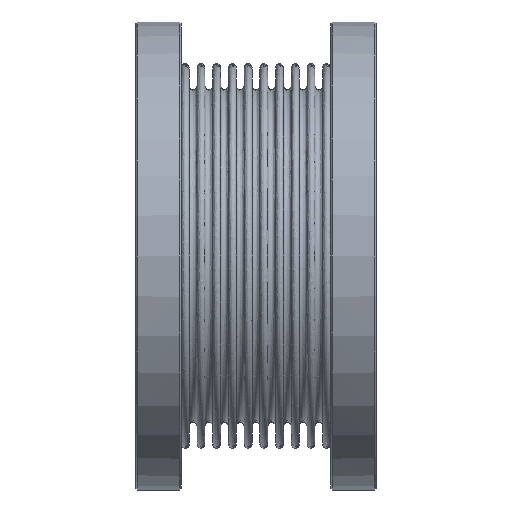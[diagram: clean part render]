
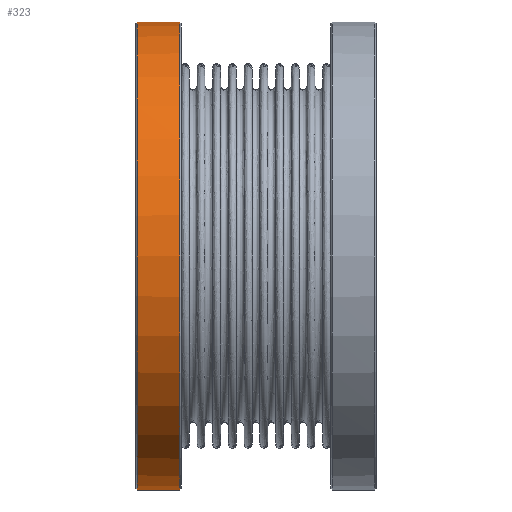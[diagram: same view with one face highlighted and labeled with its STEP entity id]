
A CAD part, front view. The second image highlights one B-rep face of the part: STEP entity #323.
In plain terms, the highlighted cylindrical face has radius 126.6 mm (diameter 253.2 mm), a partial arc.
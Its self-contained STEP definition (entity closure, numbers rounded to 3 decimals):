
#323=ADVANCED_FACE('',(#2293),#2292,.T.);
#2292=CYLINDRICAL_SURFACE('',#6573,126.6);
#2293=FACE_OUTER_BOUND('',#6574,.T.);
#6570=CARTESIAN_POINT('',(0.,0.,0.));
#6571=DIRECTION('',(1.,0.,0.));
#6572=DIRECTION('',(0.,0.,-1.));
#6573=AXIS2_PLACEMENT_3D('',#6570,#6571,#6572);
#6574=EDGE_LOOP('',(#8286,#8287,#8288,#8289,#8290,#8291,#8292,#8293));
#8286=ORIENTED_EDGE('',*,*,#9295,.F.);
#8287=ORIENTED_EDGE('',*,*,#9290,.T.);
#8288=ORIENTED_EDGE('',*,*,#9413,.F.);
#8289=ORIENTED_EDGE('',*,*,#9417,.F.);
#8290=ORIENTED_EDGE('',*,*,#9458,.F.);
#8291=ORIENTED_EDGE('',*,*,#9495,.T.);
#8292=ORIENTED_EDGE('',*,*,#9489,.T.);
#8293=ORIENTED_EDGE('',*,*,#9496,.F.);
#9290=EDGE_CURVE('',#11620,#11621,#11622,.T.);
#9295=EDGE_CURVE('',#11620,#11655,#11656,.T.);
#9413=EDGE_CURVE('',#12476,#11621,#12477,.T.);
#9417=EDGE_CURVE('',#12496,#12476,#12503,.T.);
#9458=EDGE_CURVE('',#12780,#12496,#12787,.T.);
#9489=EDGE_CURVE('',#12983,#12984,#12985,.T.);
#9495=EDGE_CURVE('',#12780,#12983,#13021,.T.);
#9496=EDGE_CURVE('',#11655,#12984,#13027,.T.);
#11620=VERTEX_POINT('',#16432);
#11621=VERTEX_POINT('',#16433);
#11622=LINE('',#16434,#16435);
#11655=VERTEX_POINT('',#16453);
#11656=CIRCLE('',#16457,126.6);
#12476=VERTEX_POINT('',#17033);
#12477=CIRCLE('',#17037,126.6);
#12496=VERTEX_POINT('',#17046);
#12503=LINE('',#17050,#17051);
#12780=VERTEX_POINT('',#17246);
#12787=CIRCLE('',#17254,126.6);
#12983=VERTEX_POINT('',#17353);
#12984=VERTEX_POINT('',#17354);
#12985=CIRCLE('',#17358,126.6);
#13021=(BOUNDED_CURVE() B_SPLINE_CURVE(1,(#17371,#17372),.UNSPECIFIED.,.F.,.F.) B_SPLINE_CURVE_WITH_KNOTS((2,2),(0.091,0.917),.UNSPECIFIED.) CURVE() GEOMETRIC_REPRESENTATION_ITEM() RATIONAL_B_SPLINE_CURVE((1.,1.)) REPRESENTATION_ITEM('') );
#13027=(BOUNDED_CURVE() B_SPLINE_CURVE(1,(#17373,#17374),.UNSPECIFIED.,.F.,.F.) B_SPLINE_CURVE_WITH_KNOTS((2,2),(0.091,0.917),.UNSPECIFIED.) CURVE() GEOMETRIC_REPRESENTATION_ITEM() RATIONAL_B_SPLINE_CURVE((0.75,0.75)) REPRESENTATION_ITEM('') );
#16432=CARTESIAN_POINT('',(1.,-1.,126.596));
#16433=CARTESIAN_POINT('',(0.8,-1.,126.596));
#16434=CARTESIAN_POINT('',(1.,-1.,126.596));
#16435=VECTOR('',#16436,0.2);
#16436=DIRECTION('',(-1.,0.,0.));
#16453=CARTESIAN_POINT('',(1.,0.,126.6));
#16454=CARTESIAN_POINT('',(1.,0.,0.));
#16455=DIRECTION('',(-1.,0.,0.));
#16456=DIRECTION('',(0.,0.008,1.));
#16457=AXIS2_PLACEMENT_3D('',#16454,#16455,#16456);
#17033=CARTESIAN_POINT('',(0.8,-1.,-126.596));
#17034=CARTESIAN_POINT('',(0.8,0.,0.));
#17035=DIRECTION('',(-1.,0.,0.));
#17036=DIRECTION('',(0.,0.,-1.));
#17037=AXIS2_PLACEMENT_3D('',#17034,#17035,#17036);
#17046=CARTESIAN_POINT('',(1.,-1.,-126.596));
#17050=CARTESIAN_POINT('',(1.,-1.,-126.596));
#17051=VECTOR('',#17052,0.2);
#17052=DIRECTION('',(-1.,0.,0.));
#17246=CARTESIAN_POINT('',(1.,0.,-126.6));
#17251=CARTESIAN_POINT('',(1.,0.,0.));
#17252=DIRECTION('',(-1.,0.,0.));
#17253=DIRECTION('',(0.,0.,1.));
#17254=AXIS2_PLACEMENT_3D('',#17251,#17252,#17253);
#17353=CARTESIAN_POINT('',(23.8,0.,-126.6));
#17354=CARTESIAN_POINT('',(23.8,0.,126.6));
#17355=CARTESIAN_POINT('',(23.8,0.,0.));
#17356=DIRECTION('',(-1.,0.,0.));
#17357=DIRECTION('',(0.,0.,1.));
#17358=AXIS2_PLACEMENT_3D('',#17355,#17356,#17357);
#17371=CARTESIAN_POINT('',(1.,0.,-126.6));
#17372=CARTESIAN_POINT('',(23.8,0.,-126.6));
#17373=CARTESIAN_POINT('',(1.,0.,126.6));
#17374=CARTESIAN_POINT('',(23.8,0.,126.6));
